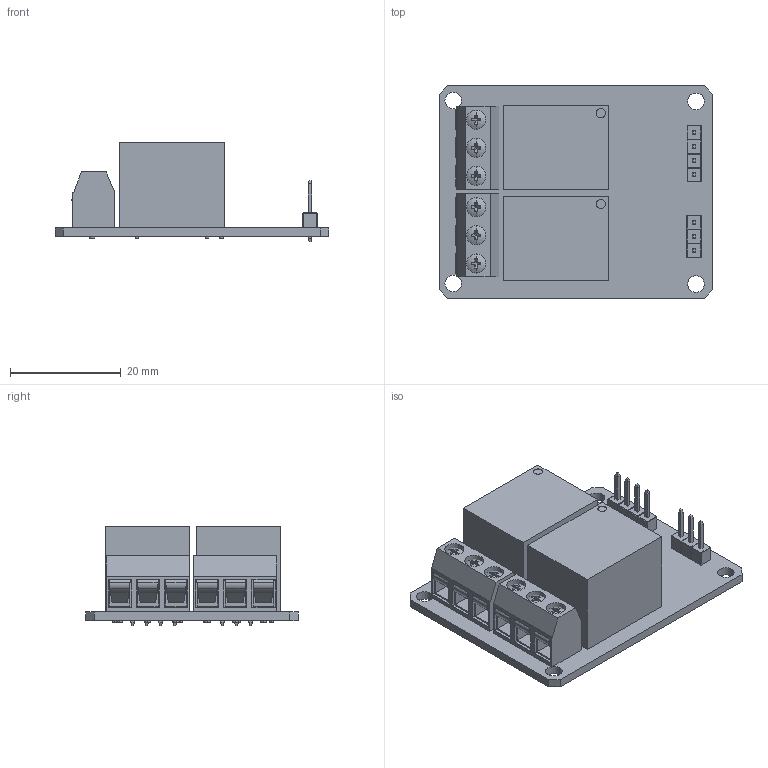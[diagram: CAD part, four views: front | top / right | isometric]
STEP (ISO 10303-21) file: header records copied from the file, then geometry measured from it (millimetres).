
FILE_DESCRIPTION (( 'STEP AP214' ), '1' );
FILE_NAME ('HL-52S V1.0.STEP', '2025-10-30T11:56:02', ( '' ), ( '' ), 'SwSTEP 2.0', 'SolidWorks 2024', '' );
FILE_SCHEMA (( 'AUTOMOTIVE_DESIGN' ));
Length unit declared in the file: millimetre
Products named in the file (1): HL-52S V1.0
Bounding box: 49.42 x 38.33 x 17.95 mm (x, y, z)
Volume: 13656.6 mm3; surface area: 12388.3 mm2
Topology: 53 solids, 53 shells, 836 faces, 1816 edges, 1112 vertices
Faces by surface type: plane 630, cylinder 146, bspline 36, torus 12, sphere 12
Entity records: 31088 total; most frequent: CARTESIAN_POINT 4953, DIRECTION 3650, ORIENTED_EDGE 3632, EDGE_CURVE 1816, LINE 1344, VECTOR 1344, AXIS2_PLACEMENT_3D 1153, VERTEX_POINT 1112
